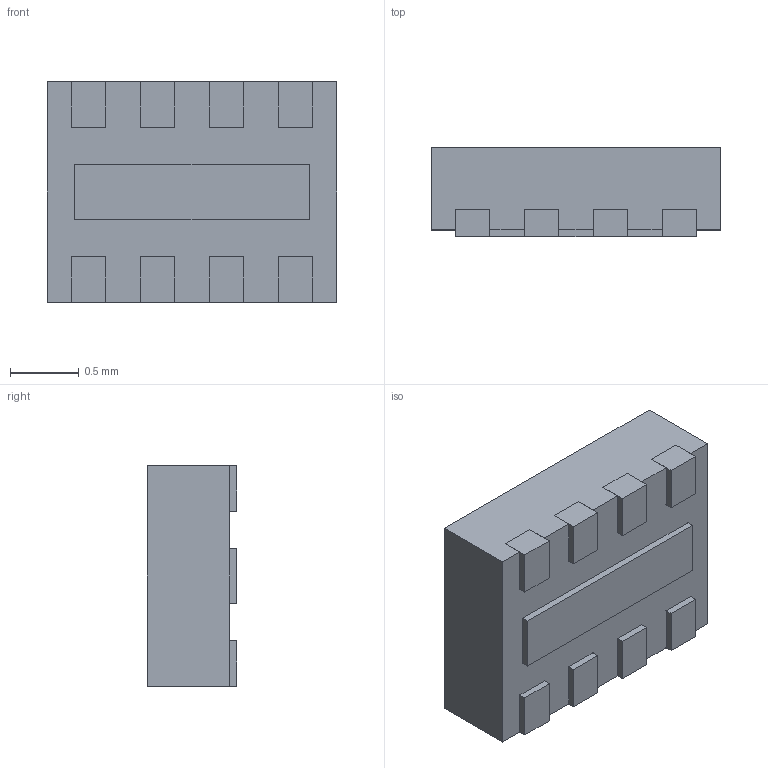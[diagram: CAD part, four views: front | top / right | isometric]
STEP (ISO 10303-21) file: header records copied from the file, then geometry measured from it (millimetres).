
FILE_DESCRIPTION (( 'STEP AP214' ), '1' );
FILE_NAME ('DPV8.STEP', '2020-08-11T12:56:06', ( '' ), ( '' ), 'SwSTEP 2.0', 'SolidWorks 2017', '' );
FILE_SCHEMA (( 'AUTOMOTIVE_DESIGN' ));
Length unit declared in the file: millimetre
Products named in the file (1): DPV8
Bounding box: 2.1 x 0.65 x 1.6 mm (x, y, z)
Volume: 2.1 mm3; surface area: 18 mm2
Topology: 10 solids, 10 shells, 97 faces, 228 edges, 152 vertices
Faces by surface type: plane 97
Entity records: 2837 total; most frequent: CARTESIAN_POINT 478, ORIENTED_EDGE 456, DIRECTION 424, EDGE_CURVE 228, LINE 228, VECTOR 228, VERTEX_POINT 152, EDGE_LOOP 98
